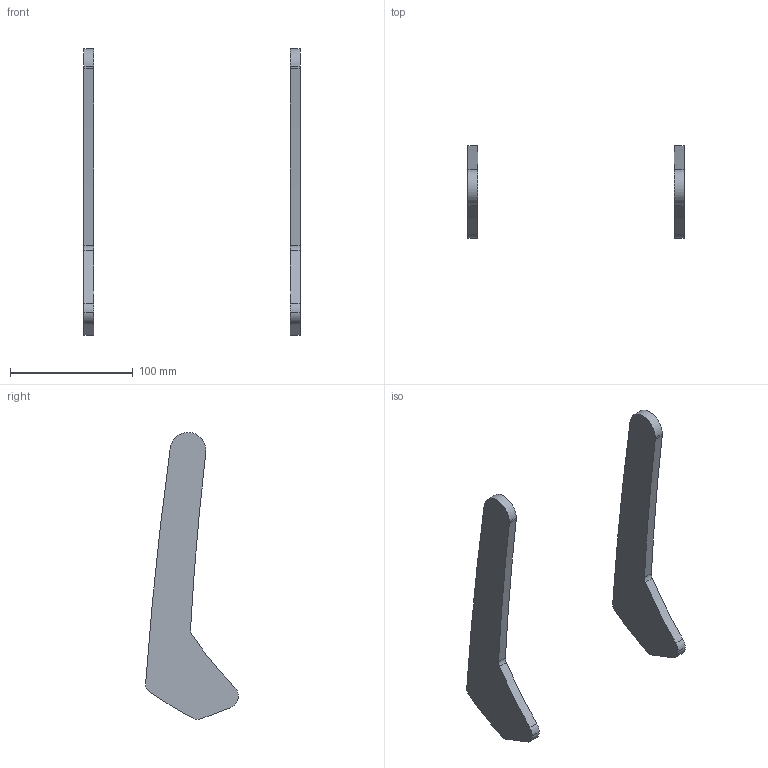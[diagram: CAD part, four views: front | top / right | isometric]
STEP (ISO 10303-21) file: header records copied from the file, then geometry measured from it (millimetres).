
FILE_DESCRIPTION (( 'STEP AP214' ), '1' );
FILE_NAME ('INGUN_43763.STEP', '2021-08-27T07:16:18', ( '' ), ( '' ), 'SwSTEP 2.0', 'SolidWorks 2018', '' );
FILE_SCHEMA (( 'AUTOMOTIVE_DESIGN' ));
Length unit declared in the file: millimetre
Products named in the file (2): 43762~1_KUNDE<S>; INGUN_43763
Assembly tree (2 placements, depth 2):
  INGUN_43763
    43762~1_KUNDE<S>  x2
Bounding box: 176 x 75.48 x 233.56 mm (x, y, z)
Volume: 136742.5 mm3; surface area: 42896.5 mm2
Topology: 2 solids, 2 shells, 28 faces, 72 edges, 48 vertices
Faces by surface type: cylinder 22, plane 6
Entity records: 516 total; most frequent: DIRECTION 96, CARTESIAN_POINT 79, ORIENTED_EDGE 72, AXIS2_PLACEMENT_3D 41, EDGE_CURVE 36, VERTEX_POINT 24, CIRCLE 22, LINE 14
